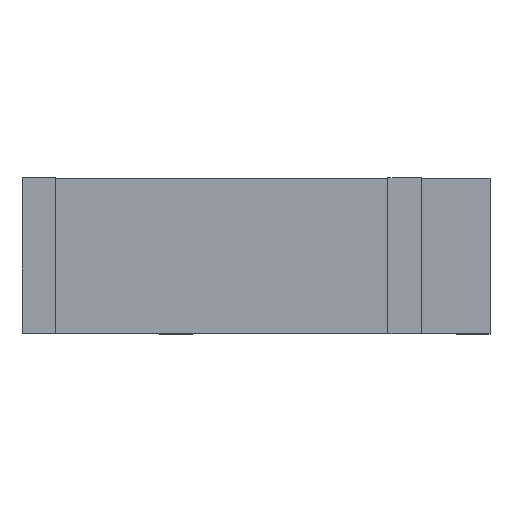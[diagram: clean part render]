
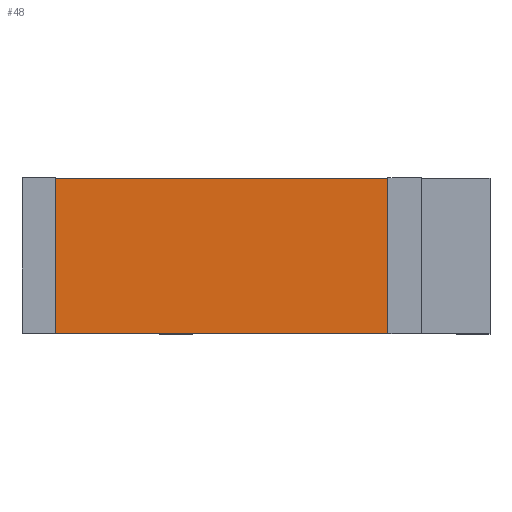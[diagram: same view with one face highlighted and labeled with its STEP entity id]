
A CAD part, top view. The second image highlights one B-rep face of the part: STEP entity #48.
In plain terms, the highlighted planar face has unit normal (0, 0, 1).
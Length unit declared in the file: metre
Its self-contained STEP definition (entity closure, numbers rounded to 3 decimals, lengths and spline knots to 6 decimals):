
#48 = ADVANCED_FACE( '', ( #113 ), #114, .F. );
#113 = FACE_OUTER_BOUND( '', #210, .T. );
#114 = PLANE( '', #211 );
#210 = EDGE_LOOP( '', ( #301, #302, #303, #304 ) );
#211 = AXIS2_PLACEMENT_3D( '', #305, #306, #307 );
#301 = ORIENTED_EDGE( '', *, *, #517, .T. );
#302 = ORIENTED_EDGE( '', *, *, #518, .F. );
#303 = ORIENTED_EDGE( '', *, *, #519, .F. );
#304 = ORIENTED_EDGE( '', *, *, #520, .T. );
#305 = CARTESIAN_POINT( '', ( -0.010124, -0.0381, 0.004763 ) );
#306 = DIRECTION( '', ( 0., 0., -1. ) );
#307 = DIRECTION( '', ( -1., 0., 0. ) );
#517 = EDGE_CURVE( '', #601, #602, #603, .T. );
#518 = EDGE_CURVE( '', #604, #602, #605, .T. );
#519 = EDGE_CURVE( '', #606, #604, #607, .T. );
#520 = EDGE_CURVE( '', #606, #601, #608, .T. );
#601 = VERTEX_POINT( '', #729 );
#602 = VERTEX_POINT( '', #730 );
#603 = LINE( '', #731, #732 );
#604 = VERTEX_POINT( '', #733 );
#605 = LINE( '', #734, #735 );
#606 = VERTEX_POINT( '', #736 );
#607 = LINE( '', #737, #738 );
#608 = LINE( '', #739, #740 );
#729 = CARTESIAN_POINT( '', ( -0.03937, -0.060325, 0.004763 ) );
#730 = CARTESIAN_POINT( '', ( 0.008255, -0.060325, 0.004763 ) );
#731 = CARTESIAN_POINT( '', ( -0.010124, -0.060325, 0.004763 ) );
#732 = VECTOR( '', #904, 1. );
#733 = CARTESIAN_POINT( '', ( 0.008255, -0.0381, 0.004763 ) );
#734 = CARTESIAN_POINT( '', ( 0.008255, -0.0381, 0.004763 ) );
#735 = VECTOR( '', #905, 1. );
#736 = CARTESIAN_POINT( '', ( -0.03937, -0.0381, 0.004763 ) );
#737 = CARTESIAN_POINT( '', ( -0.010124, -0.0381, 0.004763 ) );
#738 = VECTOR( '', #906, 1. );
#739 = CARTESIAN_POINT( '', ( -0.03937, -0.0381, 0.004763 ) );
#740 = VECTOR( '', #907, 1. );
#904 = DIRECTION( '', ( 1., 0., 0. ) );
#905 = DIRECTION( '', ( 0., -1., 0. ) );
#906 = DIRECTION( '', ( 1., 0., 0. ) );
#907 = DIRECTION( '', ( 0., -1., 0. ) );
